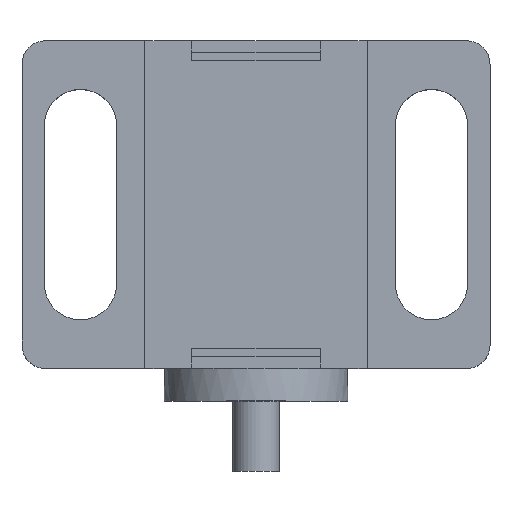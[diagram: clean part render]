
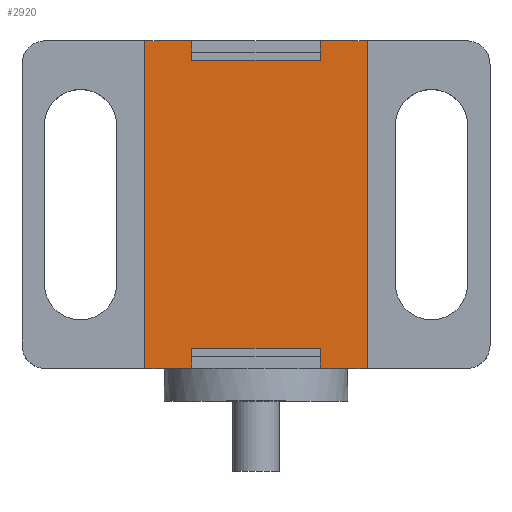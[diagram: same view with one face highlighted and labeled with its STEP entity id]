
A CAD part, top view. The second image highlights one B-rep face of the part: STEP entity #2920.
In plain terms, the highlighted planar face has unit normal (0, 0, 1).
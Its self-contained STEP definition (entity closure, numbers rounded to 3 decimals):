
#1547=VECTOR('',#2519,1.);
#1551=VECTOR('',#2523,1.);
#1563=VECTOR('',#2551,1.);
#1569=VECTOR('',#2557,1.);
#1575=VECTOR('',#2567,1.);
#1590=VECTOR('',#2586,1.);
#1596=VECTOR('',#2604,1.);
#1597=VECTOR('',#2607,1.);
#1598=VECTOR('',#2608,1.);
#1599=VECTOR('',#2609,1.);
#1600=VECTOR('',#2610,1.);
#1601=VECTOR('',#2611,1.);
#1671=LINE('',#3020,#1547);
#1675=LINE('',#3028,#1551);
#1687=LINE('',#3061,#1563);
#1693=LINE('',#3071,#1569);
#1699=LINE('',#3083,#1575);
#1714=LINE('',#3112,#1590);
#1720=LINE('',#3124,#1596);
#1721=LINE('',#3126,#1597);
#1722=LINE('',#3128,#1598);
#1723=LINE('',#3130,#1599);
#1724=LINE('',#3131,#1600);
#1725=LINE('',#3132,#1601);
#1896=ORIENTED_EDGE('',*,*,#2277,.F.);
#1897=ORIENTED_EDGE('',*,*,#2256,.F.);
#1898=ORIENTED_EDGE('',*,*,#2250,.F.);
#1899=ORIENTED_EDGE('',*,*,#2278,.F.);
#1900=ORIENTED_EDGE('',*,*,#2228,.F.);
#1901=ORIENTED_EDGE('',*,*,#2279,.F.);
#1902=ORIENTED_EDGE('',*,*,#2280,.F.);
#1903=ORIENTED_EDGE('',*,*,#2281,.F.);
#1904=ORIENTED_EDGE('',*,*,#2224,.F.);
#1905=ORIENTED_EDGE('',*,*,#2282,.F.);
#1906=ORIENTED_EDGE('',*,*,#2244,.F.);
#1907=ORIENTED_EDGE('',*,*,#2271,.F.);
#2122=VERTEX_POINT('',#3017);
#2123=VERTEX_POINT('',#3019);
#2126=VERTEX_POINT('',#3025);
#2127=VERTEX_POINT('',#3027);
#2139=VERTEX_POINT('',#3058);
#2140=VERTEX_POINT('',#3060);
#2143=VERTEX_POINT('',#3068);
#2144=VERTEX_POINT('',#3070);
#2148=VERTEX_POINT('',#3082);
#2160=VERTEX_POINT('',#3110);
#2161=VERTEX_POINT('',#3127);
#2162=VERTEX_POINT('',#3129);
#2224=EDGE_CURVE('',#2122,#2123,#1671,.T.);
#2228=EDGE_CURVE('',#2126,#2127,#1675,.T.);
#2244=EDGE_CURVE('',#2139,#2140,#1687,.T.);
#2250=EDGE_CURVE('',#2143,#2144,#1693,.T.);
#2256=EDGE_CURVE('',#2144,#2148,#1699,.T.);
#2271=EDGE_CURVE('',#2160,#2139,#1714,.T.);
#2277=EDGE_CURVE('',#2148,#2160,#1720,.T.);
#2278=EDGE_CURVE('',#2127,#2143,#1721,.T.);
#2279=EDGE_CURVE('',#2161,#2126,#1722,.T.);
#2280=EDGE_CURVE('',#2162,#2161,#1723,.T.);
#2281=EDGE_CURVE('',#2123,#2162,#1724,.T.);
#2282=EDGE_CURVE('',#2140,#2122,#1725,.T.);
#2367=EDGE_LOOP('',(#1896,#1897,#1898,#1899,#1900,#1901,#1902,#1903,#1904,
#1905,#1906,#1907));
#2433=FACE_BOUND('',#2367,.T.);
#2519=DIRECTION('',(-4.,0.,0.));
#2523=DIRECTION('',(-4.,0.,0.));
#2551=DIRECTION('',(4.,0.,0.));
#2557=DIRECTION('',(4.,0.,0.));
#2567=DIRECTION('',(0.,-1.7,0.));
#2586=DIRECTION('',(0.,1.7,0.));
#2604=DIRECTION('',(11.,0.,0.));
#2605=DIRECTION('',(0.,0.,1.));
#2606=DIRECTION('',(0.,-1.,0.));
#2607=DIRECTION('',(0.,28.,0.));
#2608=DIRECTION('',(0.,-1.7,0.));
#2609=DIRECTION('',(-11.,0.,0.));
#2610=DIRECTION('',(0.,1.7,0.));
#2611=DIRECTION('',(0.,-28.,0.));
#2802=AXIS2_PLACEMENT_3D('',#3125,#2605,#2606);
#2872=PLANE('',#2802);
#2920=ADVANCED_FACE('',(#2433),#2872,.T.);
#3017=CARTESIAN_POINT('',(9.5,-14.,20.));
#3019=CARTESIAN_POINT('',(5.5,-14.,20.));
#3020=CARTESIAN_POINT('',(9.5,-14.,20.));
#3025=CARTESIAN_POINT('',(-5.5,-14.,20.));
#3027=CARTESIAN_POINT('',(-9.5,-14.,20.));
#3028=CARTESIAN_POINT('',(-5.5,-14.,20.));
#3058=CARTESIAN_POINT('',(5.5,14.,20.));
#3060=CARTESIAN_POINT('',(9.5,14.,20.));
#3061=CARTESIAN_POINT('',(5.5,14.,20.));
#3068=CARTESIAN_POINT('',(-9.5,14.,20.));
#3070=CARTESIAN_POINT('',(-5.5,14.,20.));
#3071=CARTESIAN_POINT('',(-9.5,14.,20.));
#3082=CARTESIAN_POINT('',(-5.5,12.3,20.));
#3083=CARTESIAN_POINT('',(-5.5,14.,20.));
#3110=CARTESIAN_POINT('',(5.5,12.3,20.));
#3112=CARTESIAN_POINT('',(5.5,12.3,20.));
#3124=CARTESIAN_POINT('',(-5.5,12.3,20.));
#3125=CARTESIAN_POINT('',(-10.62,-15.12,20.));
#3126=CARTESIAN_POINT('',(-9.5,-14.,20.));
#3127=CARTESIAN_POINT('',(-5.5,-12.3,20.));
#3128=CARTESIAN_POINT('',(-5.5,-12.3,20.));
#3129=CARTESIAN_POINT('',(5.5,-12.3,20.));
#3130=CARTESIAN_POINT('',(5.5,-12.3,20.));
#3131=CARTESIAN_POINT('',(5.5,-14.,20.));
#3132=CARTESIAN_POINT('',(9.5,14.,20.));
